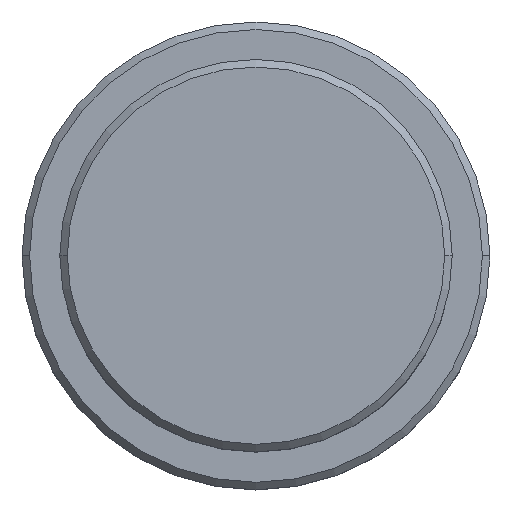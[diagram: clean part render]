
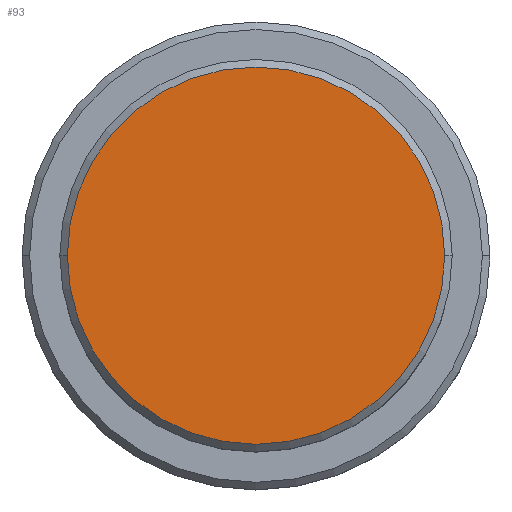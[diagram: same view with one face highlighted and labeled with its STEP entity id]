
A CAD part, top view. The second image highlights one B-rep face of the part: STEP entity #93.
In plain terms, the highlighted planar face has unit normal (0, 0, 1).
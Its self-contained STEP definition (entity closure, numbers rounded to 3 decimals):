
#11 = EDGE_CURVE ( 'NONE', #963, #261, #465, .T. ) ;
#37 = AXIS2_PLACEMENT_3D ( 'NONE', #399, #594, #1246 ) ;
#40 = EDGE_LOOP ( 'NONE', ( #1057, #718 ) ) ;
#93 = ADVANCED_FACE ( 'NONE', ( #289 ), #1143, .T. ) ;
#125 = EDGE_CURVE ( 'NONE', #261, #963, #1193, .T. ) ;
#261 = VERTEX_POINT ( 'NONE', #1063 ) ;
#289 = FACE_OUTER_BOUND ( 'NONE', #40, .T. ) ;
#399 = CARTESIAN_POINT ( 'NONE',  ( 0., 0., 0. ) ) ;
#465 = CIRCLE ( 'NONE', #1317, 12.5 ) ;
#594 = DIRECTION ( 'NONE',  ( 0., 0., 1. ) ) ;
#615 = DIRECTION ( 'NONE',  ( 0., 0., 1. ) ) ;
#666 = CARTESIAN_POINT ( 'NONE',  ( 0., 0., 0. ) ) ;
#699 = CARTESIAN_POINT ( 'NONE',  ( 0., 0., 0. ) ) ;
#718 = ORIENTED_EDGE ( 'NONE', *, *, #125, .T. ) ;
#806 = CARTESIAN_POINT ( 'NONE',  ( -12.5, 0., 0. ) ) ;
#917 = DIRECTION ( 'NONE',  ( 1., 0., 0. ) ) ;
#963 = VERTEX_POINT ( 'NONE', #806 ) ;
#1057 = ORIENTED_EDGE ( 'NONE', *, *, #11, .T. ) ;
#1063 = CARTESIAN_POINT ( 'NONE',  ( 12.5, 0., 0. ) ) ;
#1143 = PLANE ( 'NONE',  #37 ) ;
#1168 = AXIS2_PLACEMENT_3D ( 'NONE', #699, #1263, #1364 ) ;
#1193 = CIRCLE ( 'NONE', #1168, 12.5 ) ;
#1246 = DIRECTION ( 'NONE',  ( 1., 0., 0. ) ) ;
#1263 = DIRECTION ( 'NONE',  ( 0., 0., 1. ) ) ;
#1317 = AXIS2_PLACEMENT_3D ( 'NONE', #666, #615, #917 ) ;
#1364 = DIRECTION ( 'NONE',  ( 1., 0., 0. ) ) ;
